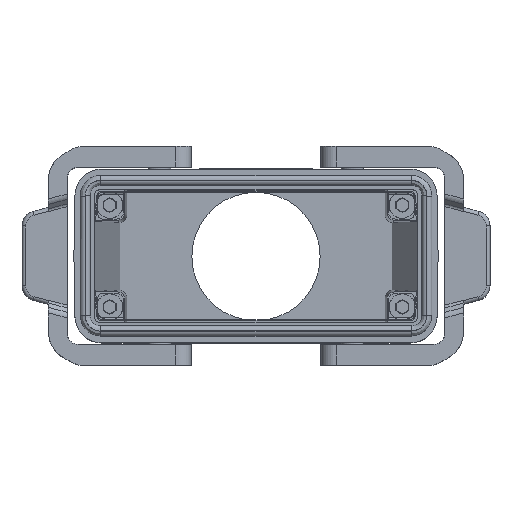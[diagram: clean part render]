
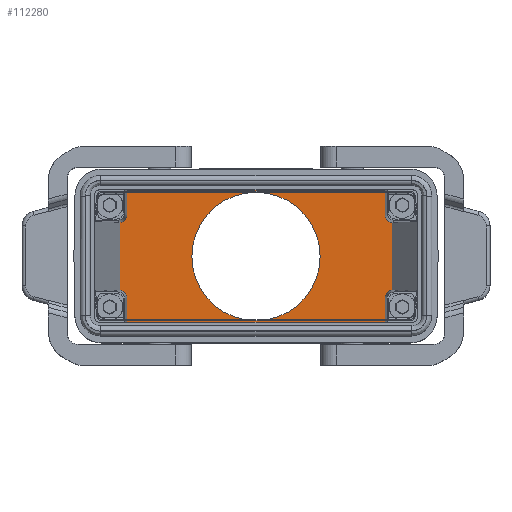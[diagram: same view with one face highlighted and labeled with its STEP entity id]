
A CAD part, top view. The second image highlights one B-rep face of the part: STEP entity #112280.
In plain terms, the highlighted face is planar.
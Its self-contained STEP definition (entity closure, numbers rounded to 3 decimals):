
#39280=CARTESIAN_POINT('',(-52.049,94.1,8.989)
);
#39290=VERTEX_POINT('',#39280);
#39340=CARTESIAN_POINT('',(-52.049,94.1,0.));
#39350=DIRECTION('',(0.,0.,-1.));
#39360=VECTOR('',#39350,1.);
#39370=LINE('',#39340,#39360);
#39380=CARTESIAN_POINT('',(-52.049,94.1,-8.989));
#39390=VERTEX_POINT('',#39380);
#39400=EDGE_CURVE('',#39290,#39390,#39370,.T.);
#49190=CARTESIAN_POINT('',(-50.227,94.1,10.981)
);
#49200=VERTEX_POINT('',#49190);
#49280=CARTESIAN_POINT('',(-50.227,94.1,17.596)
);
#49290=VERTEX_POINT('',#49280);
#49320=CARTESIAN_POINT('',(-50.227,94.1,0.));
#49330=DIRECTION('',(0.,0.,-1.));
#49340=VECTOR('',#49330,1.);
#49350=LINE('',#49320,#49340);
#49360=EDGE_CURVE('',#49290,#49200,#49350,.T.);
#53450=CARTESIAN_POINT('',(1.003,94.1,
0.));
#53460=VERTEX_POINT('',#53450);
#53510=CARTESIAN_POINT('',(-15.997,94.1,
0.));
#53520=DIRECTION('',(0.,1.,0.));
#53530=DIRECTION('',(-1.,0.,0.));
#53540=AXIS2_PLACEMENT_3D('',#53510,#53520,#53530);
#53550=CIRCLE('',#53540,17.);
#53560=CARTESIAN_POINT('',(-32.997,94.1,
0.));
#53570=VERTEX_POINT('',#53560);
#53580=EDGE_CURVE('',#53460,#53570,#53550,.T.);
#54520=CARTESIAN_POINT('',(18.234,94.1,17.596))
;
#54530=VERTEX_POINT('',#54520);
#54560=CARTESIAN_POINT('',(45.603,94.1,17.596))
;
#54570=DIRECTION('',(-1.,0.,0.));
#54580=VECTOR('',#54570,1.);
#54590=LINE('',#54560,#54580);
#54600=EDGE_CURVE('',#54530,#49290,#54590,.T.);
#54870=CARTESIAN_POINT('',(-52.227,94.1,-10.981
));
#54880=DIRECTION('',(0.,-1.,0.));
#54890=DIRECTION('',(-0.707,0.,-0.707));
#54900=AXIS2_PLACEMENT_3D('',#54870,#54880,#54890);
#54910=ELLIPSE('',#54900,2.,2.);
#54920=CARTESIAN_POINT('',(-50.227,94.1,-10.981
));
#54930=VERTEX_POINT('',#54920);
#54940=EDGE_CURVE('',#54930,#39390,#54910,.T.);
#59200=CARTESIAN_POINT('',(-50.227,94.1,-17.596
));
#59210=VERTEX_POINT('',#59200);
#59260=CARTESIAN_POINT('',(-50.227,94.1,0.));
#59270=DIRECTION('',(0.,0.,1.));
#59280=VECTOR('',#59270,1.);
#59290=LINE('',#59260,#59280);
#59300=EDGE_CURVE('',#59210,#54930,#59290,.T.);
#65030=CARTESIAN_POINT('',(45.603,94.1,-17.596)
);
#65040=DIRECTION('',(1.,0.,0.));
#65050=VECTOR('',#65040,1.);
#65060=LINE('',#65030,#65050);
#65070=CARTESIAN_POINT('',(18.234,94.1,-17.596)
);
#65080=VERTEX_POINT('',#65070);
#65090=EDGE_CURVE('',#59210,#65080,#65060,.T.);
#87670=CARTESIAN_POINT('',(20.056,94.1,8.989))
;
#87680=VERTEX_POINT('',#87670);
#87790=CARTESIAN_POINT('',(20.056,94.1,-8.989)
);
#87800=VERTEX_POINT('',#87790);
#87830=CARTESIAN_POINT('',(20.056,94.1,0.));
#87840=DIRECTION('',(0.,0.,1.));
#87850=VECTOR('',#87840,1.);
#87860=LINE('',#87830,#87850);
#87870=EDGE_CURVE('',#87800,#87680,#87860,.T.);
#89100=CARTESIAN_POINT('',(18.234,94.1,10.981))
;
#89110=VERTEX_POINT('',#89100);
#89140=CARTESIAN_POINT('',(18.234,94.1,0.));
#89150=DIRECTION('',(0.,0.,-1.));
#89160=VECTOR('',#89150,1.);
#89170=LINE('',#89140,#89160);
#89180=EDGE_CURVE('',#54530,#89110,#89170,.T.);
#90300=CARTESIAN_POINT('',(18.234,94.1,-10.981)
);
#90310=VERTEX_POINT('',#90300);
#90360=CARTESIAN_POINT('',(18.234,94.1,0.));
#90370=DIRECTION('',(0.,0.,1.));
#90380=VECTOR('',#90370,1.);
#90390=LINE('',#90360,#90380);
#90400=EDGE_CURVE('',#65080,#90310,#90390,.T.);
#93290=CARTESIAN_POINT('',(20.234,94.1,10.981))
;
#93300=DIRECTION('',(0.,-1.,0.));
#93310=DIRECTION('',(-0.707,0.,-0.707));
#93320=AXIS2_PLACEMENT_3D('',#93290,#93300,#93310);
#93330=ELLIPSE('',#93320,2.,2.);
#93340=EDGE_CURVE('',#89110,#87680,#93330,.T.);
#111920=CARTESIAN_POINT('',(22.305,94.1,22.636)
);
#111930=DIRECTION('',(-0.,-1.,-0.));
#111940=DIRECTION('',(-1.,0.,0.));
#111950=AXIS2_PLACEMENT_3D('',#111920,#111930,#111940);
#111960=PLANE('',#111950);
#111970=EDGE_CURVE('',#53570,#53460,#53550,.T.);
#111980=ORIENTED_EDGE('',*,*,#111970,.T.);
#111990=ORIENTED_EDGE('',*,*,#53580,.T.);
#112000=EDGE_LOOP('',(#111990,#111980));
#112010=FACE_BOUND('',#112000,.T.);
#112020=ORIENTED_EDGE('',*,*,#59300,.F.);
#112030=ORIENTED_EDGE('',*,*,#54940,.F.);
#112040=ORIENTED_EDGE('',*,*,#39400,.T.);
#112050=CARTESIAN_POINT('',(-52.227,94.1,10.981
));
#112060=DIRECTION('',(0.,-1.,0.));
#112070=DIRECTION('',(0.707,0.,-0.707));
#112080=AXIS2_PLACEMENT_3D('',#112050,#112060,#112070);
#112090=ELLIPSE('',#112080,2.,2.);
#112100=EDGE_CURVE('',#39290,#49200,#112090,.T.);
#112110=ORIENTED_EDGE('',*,*,#112100,.F.);
#112120=ORIENTED_EDGE('',*,*,#49360,.T.);
#112130=ORIENTED_EDGE('',*,*,#54600,.T.);
#112140=ORIENTED_EDGE('',*,*,#89180,.F.);
#112150=ORIENTED_EDGE('',*,*,#93340,.F.);
#112160=ORIENTED_EDGE('',*,*,#87870,.T.);
#112170=CARTESIAN_POINT('',(20.234,94.1,-10.981
));
#112180=DIRECTION('',(0.,-1.,0.));
#112190=DIRECTION('',(0.707,0.,-0.707));
#112200=AXIS2_PLACEMENT_3D('',#112170,#112180,#112190);
#112210=ELLIPSE('',#112200,2.,2.);
#112220=EDGE_CURVE('',#87800,#90310,#112210,.T.);
#112230=ORIENTED_EDGE('',*,*,#112220,.F.);
#112240=ORIENTED_EDGE('',*,*,#90400,.T.);
#112250=ORIENTED_EDGE('',*,*,#65090,.T.);
#112260=EDGE_LOOP('',(#112250,#112240,#112230,#112160,#112150,#112140,
#112130,#112120,#112110,#112040,#112030,#112020));
#112270=FACE_OUTER_BOUND('',#112260,.T.);
#112280=ADVANCED_FACE('',(#112010,#112270),#111960,.T.);
